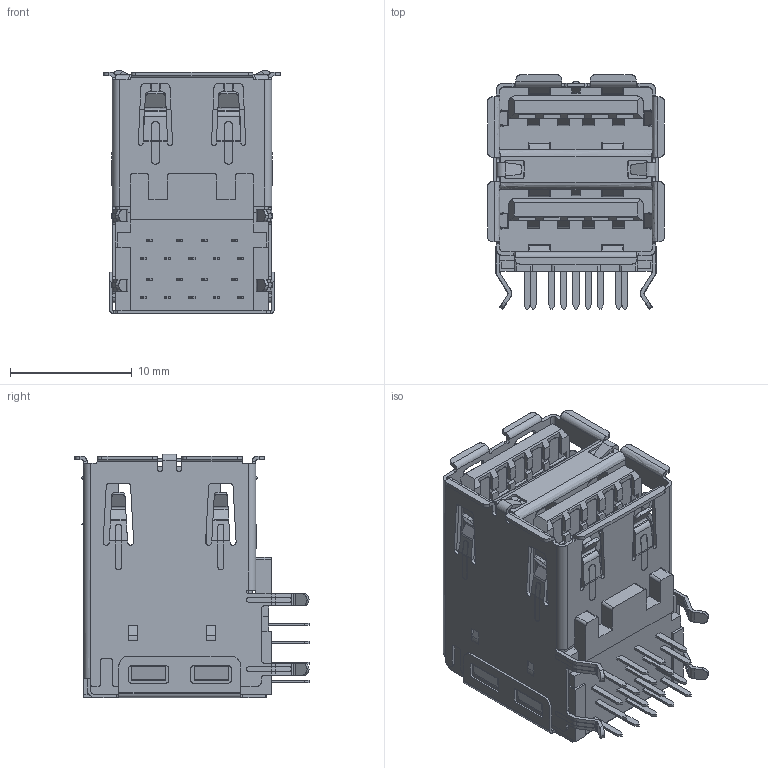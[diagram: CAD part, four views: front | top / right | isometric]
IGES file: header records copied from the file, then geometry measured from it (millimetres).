
Start section: SolidWorks IGES file using analytic representation for surfaces
Global section: file name: KUSBX-AS2N9-2-BL30_A.IGS; native system: SolidWorks 2018; preprocessor: SolidWorks 2018; author: Ckelleher; date: 180925.135125; units: millimetre
Bounding box: 14.5 x 19.19 x 19.95 mm (x, y, z)
Surface area: 3556.9 mm2 (no closed solid volume)
Topology: 0 solids, 0 shells, 1575 faces, 12478 edges, 12448 vertices
Faces by surface type: bspline 967, revolution 608
